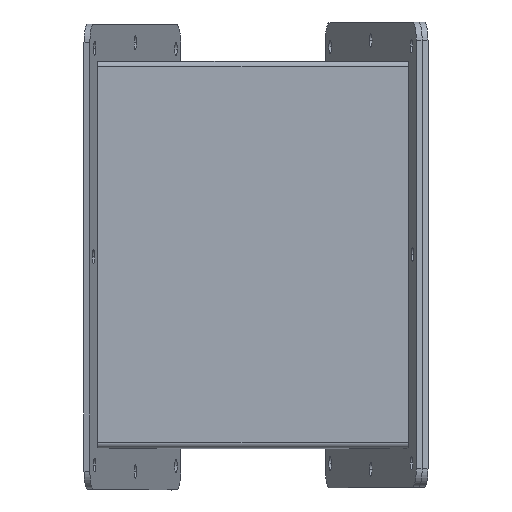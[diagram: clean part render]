
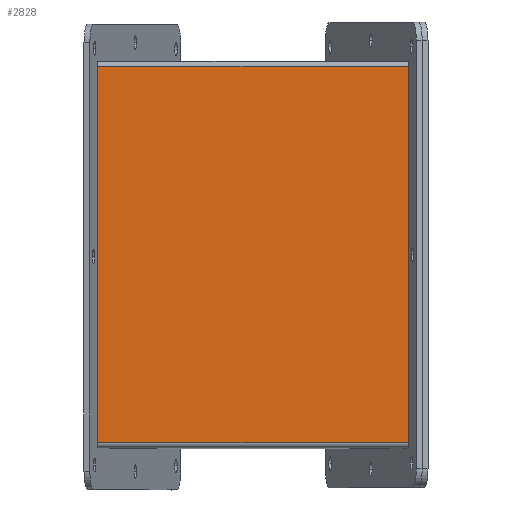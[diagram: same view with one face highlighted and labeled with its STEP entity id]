
A CAD part, top view. The second image highlights one B-rep face of the part: STEP entity #2828.
In plain terms, the highlighted planar face has unit normal (0, 0, 1).
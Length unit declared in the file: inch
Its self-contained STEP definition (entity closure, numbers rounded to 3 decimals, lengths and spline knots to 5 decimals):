
#127 = VECTOR ( 'NONE', #618, 39.37008 ) ;
#162 = EDGE_CURVE ( 'NONE', #1059, #1607, #2148, .T. ) ;
#172 = ORIENTED_EDGE ( 'NONE', *, *, #162, .F. ) ;
#381 = EDGE_CURVE ( 'NONE', #1059, #2180, #1433, .T. ) ;
#507 = ORIENTED_EDGE ( 'NONE', *, *, #3979, .F. ) ;
#618 = DIRECTION ( 'NONE',  ( -1., 0., 0. ) ) ;
#801 = ORIENTED_EDGE ( 'NONE', *, *, #3430, .F. ) ;
#836 = CARTESIAN_POINT ( 'NONE',  ( -3.218, 3.892, 4. ) ) ;
#1059 = VERTEX_POINT ( 'NONE', #1261 ) ;
#1261 = CARTESIAN_POINT ( 'NONE',  ( 3.218, -3.892, 4. ) ) ;
#1275 = VECTOR ( 'NONE', #3928, 39.37008 ) ;
#1361 = DIRECTION ( 'NONE',  ( 0., 0., -1. ) ) ;
#1433 = LINE ( 'NONE', #2005, #1275 ) ;
#1435 = CARTESIAN_POINT ( 'NONE',  ( -3.218, 3.892, 4. ) ) ;
#1607 = VERTEX_POINT ( 'NONE', #2594 ) ;
#1640 = CARTESIAN_POINT ( 'NONE',  ( -3.218, -4., 4. ) ) ;
#1655 = PLANE ( 'NONE',  #2125 ) ;
#1791 = CARTESIAN_POINT ( 'NONE',  ( 3.218, 3.892, 4. ) ) ;
#1914 = EDGE_LOOP ( 'NONE', ( #801, #507, #172, #3841 ) ) ;
#2005 = CARTESIAN_POINT ( 'NONE',  ( 3.218, 3.927, 4. ) ) ;
#2125 = AXIS2_PLACEMENT_3D ( 'NONE', #1640, #1361, #3489 ) ;
#2148 = LINE ( 'NONE', #3384, #127 ) ;
#2180 = VERTEX_POINT ( 'NONE', #1791 ) ;
#2594 = CARTESIAN_POINT ( 'NONE',  ( -3.218, -3.892, 4. ) ) ;
#2596 = FACE_OUTER_BOUND ( 'NONE', #1914, .T. ) ;
#2663 = DIRECTION ( 'NONE',  ( 0., 1., 0. ) ) ;
#2671 = DIRECTION ( 'NONE',  ( 1., 0., 0. ) ) ;
#2680 = CARTESIAN_POINT ( 'NONE',  ( -3.218, 4., 4. ) ) ;
#2828 = ADVANCED_FACE ( 'NONE', ( #2596 ), #1655, .F. ) ;
#2839 = VECTOR ( 'NONE', #2671, 39.37008 ) ;
#2973 = LINE ( 'NONE', #1435, #2839 ) ;
#3329 = VERTEX_POINT ( 'NONE', #836 ) ;
#3384 = CARTESIAN_POINT ( 'NONE',  ( -3.218, -3.892, 4. ) ) ;
#3430 = EDGE_CURVE ( 'NONE', #3329, #2180, #2973, .T. ) ;
#3489 = DIRECTION ( 'NONE',  ( 0., 1., 0. ) ) ;
#3533 = LINE ( 'NONE', #2680, #3982 ) ;
#3841 = ORIENTED_EDGE ( 'NONE', *, *, #381, .T. ) ;
#3928 = DIRECTION ( 'NONE',  ( 0., 1., 0. ) ) ;
#3979 = EDGE_CURVE ( 'NONE', #1607, #3329, #3533, .T. ) ;
#3982 = VECTOR ( 'NONE', #2663, 39.37008 ) ;
